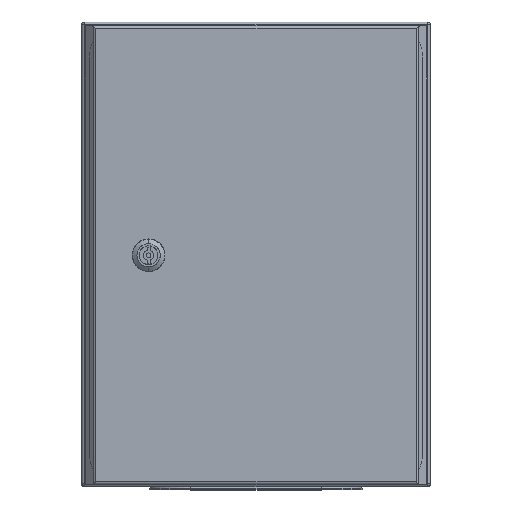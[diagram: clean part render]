
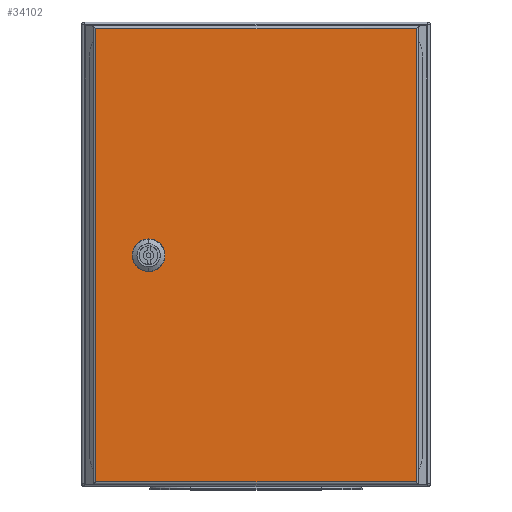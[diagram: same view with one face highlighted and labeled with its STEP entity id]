
A CAD part, top view. The second image highlights one B-rep face of the part: STEP entity #34102.
In plain terms, the highlighted planar face has unit normal (0, 0, 1).
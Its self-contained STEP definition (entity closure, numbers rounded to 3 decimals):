
#6100 = CARTESIAN_POINT ( 'NONE',  ( 102.75, -5.75, 15. ) ) ;
#6107 = DIRECTION ( 'NONE',  ( -1., 0., 0. ) ) ;
#6109 = DIRECTION ( 'NONE',  ( 0.707, 0.707, 0. ) ) ;
#6121 = CARTESIAN_POINT ( 'NONE',  ( -139., 195.1, 15. ) ) ;
#6733 = DIRECTION ( 'NONE',  ( 1., 0., 0. ) ) ;
#6736 = CARTESIAN_POINT ( 'NONE',  ( 139., -195.1, 15. ) ) ;
#11464 = EDGE_CURVE ( 'NONE', #29669, #29689, #31887, .T. ) ;
#11472 = EDGE_CURVE ( 'NONE', #29677, #29695, #31886, .T. ) ;
#11509 = EDGE_CURVE ( 'NONE', #29678, #29677, #31928, .T. ) ;
#11513 = EDGE_CURVE ( 'NONE', #29750, #29726, #31898, .T. ) ;
#11524 = EDGE_CURVE ( 'NONE', #29722, #29699, #32009, .T. ) ;
#11532 = EDGE_CURVE ( 'NONE', #29687, #29679, #31992, .T. ) ;
#11534 = EDGE_CURVE ( 'NONE', #29671, #29687, #31974, .T. ) ;
#11542 = EDGE_CURVE ( 'NONE', #29679, #29750, #32008, .T. ) ;
#11545 = EDGE_CURVE ( 'NONE', #29695, #29671, #31968, .T. ) ;
#11547 = EDGE_CURVE ( 'NONE', #29689, #29722, #31978, .T. ) ;
#11557 = EDGE_CURVE ( 'NONE', #29699, #29669, #32002, .T. ) ;
#11560 = EDGE_CURVE ( 'NONE', #29726, #29678, #32057, .T. ) ;
#15263 = CARTESIAN_POINT ( 'NONE',  ( 86.75, 10.25, 15. ) ) ;
#15274 = CARTESIAN_POINT ( 'NONE',  ( 138.006, 195.1, 15. ) ) ;
#15289 = CARTESIAN_POINT ( 'NONE',  ( 102.75, 5.75, 15. ) ) ;
#15295 = CARTESIAN_POINT ( 'NONE',  ( 82.25, 5.75, 15. ) ) ;
#15308 = CARTESIAN_POINT ( 'NONE',  ( -138.006, 195.1, 15. ) ) ;
#15312 = CARTESIAN_POINT ( 'NONE',  ( -138.006, -195.1, 15. ) ) ;
#15314 = CARTESIAN_POINT ( 'NONE',  ( 102.75, -5.75, 15. ) ) ;
#15322 = CARTESIAN_POINT ( 'NONE',  ( 82.25, -5.75, 15. ) ) ;
#15323 = CARTESIAN_POINT ( 'NONE',  ( 98.25, 10.25, 15. ) ) ;
#15326 = CARTESIAN_POINT ( 'NONE',  ( 98.25, -10.25, 15. ) ) ;
#15369 = CARTESIAN_POINT ( 'NONE',  ( 138.006, -195.1, 15. ) ) ;
#15388 = CARTESIAN_POINT ( 'NONE',  ( 86.75, -10.25, 15. ) ) ;
#17895 = CARTESIAN_POINT ( 'NONE',  ( -138.006, -197.5, 15. ) ) ;
#17901 = DIRECTION ( 'NONE',  ( 0., -1., 0. ) ) ;
#17920 = CARTESIAN_POINT ( 'NONE',  ( 102.75, 5.75, 15. ) ) ;
#17921 = DIRECTION ( 'NONE',  ( -0.707, 0.707, 0. ) ) ;
#19280 = CARTESIAN_POINT ( 'NONE',  ( 86.75, -10.25, 15. ) ) ;
#19282 = DIRECTION ( 'NONE',  ( 0.707, -0.707, 0. ) ) ;
#19327 = CARTESIAN_POINT ( 'NONE',  ( 98.25, 10.25, 15. ) ) ;
#19344 = DIRECTION ( 'NONE',  ( -1., 0., 0. ) ) ;
#19360 = CARTESIAN_POINT ( 'NONE',  ( 102.75, -5.75, 15. ) ) ;
#19363 = DIRECTION ( 'NONE',  ( 0., 1., 0. ) ) ;
#19374 = CARTESIAN_POINT ( 'NONE',  ( 98.25, -10.25, 15. ) ) ;
#19380 = DIRECTION ( 'NONE',  ( 1., 0., 0. ) ) ;
#19396 = DIRECTION ( 'NONE',  ( 0., -1., 0. ) ) ;
#19410 = CARTESIAN_POINT ( 'NONE',  ( 138.006, 197.5, 15. ) ) ;
#19412 = CARTESIAN_POINT ( 'NONE',  ( 86.75, 10.25, 15. ) ) ;
#19414 = DIRECTION ( 'NONE',  ( 0., 1., 0. ) ) ;
#19429 = DIRECTION ( 'NONE',  ( -0.707, -0.707, 0. ) ) ;
#19430 = CARTESIAN_POINT ( 'NONE',  ( 82.25, -5.75, 15. ) ) ;
#20699 = AXIS2_PLACEMENT_3D ( 'NONE', #26828, #26872, #26857 ) ;
#21726 = FACE_OUTER_BOUND ( 'NONE', #32232, .T. ) ;
#21730 = FACE_BOUND ( 'NONE', #32189, .T. ) ;
#26828 = CARTESIAN_POINT ( 'NONE',  ( 0., 0., 15. ) ) ;
#26857 = DIRECTION ( 'NONE',  ( 1., 0., 0. ) ) ;
#26872 = DIRECTION ( 'NONE',  ( 0., 0., 1. ) ) ;
#26893 = PLANE ( 'NONE',  #20699 ) ;
#29669 = VERTEX_POINT ( 'NONE', #15308 ) ;
#29671 = VERTEX_POINT ( 'NONE', #15263 ) ;
#29677 = VERTEX_POINT ( 'NONE', #15289 ) ;
#29678 = VERTEX_POINT ( 'NONE', #15314 ) ;
#29679 = VERTEX_POINT ( 'NONE', #15322 ) ;
#29687 = VERTEX_POINT ( 'NONE', #15295 ) ;
#29689 = VERTEX_POINT ( 'NONE', #15312 ) ;
#29695 = VERTEX_POINT ( 'NONE', #15323 ) ;
#29699 = VERTEX_POINT ( 'NONE', #15274 ) ;
#29722 = VERTEX_POINT ( 'NONE', #15369 ) ;
#29726 = VERTEX_POINT ( 'NONE', #15326 ) ;
#29750 = VERTEX_POINT ( 'NONE', #15388 ) ;
#30103 = ORIENTED_EDGE ( 'NONE', *, *, #11509, .F. ) ;
#30108 = ORIENTED_EDGE ( 'NONE', *, *, #11472, .F. ) ;
#30113 = ORIENTED_EDGE ( 'NONE', *, *, #11560, .F. ) ;
#30137 = ORIENTED_EDGE ( 'NONE', *, *, #11557, .T. ) ;
#30141 = ORIENTED_EDGE ( 'NONE', *, *, #11464, .T. ) ;
#30148 = ORIENTED_EDGE ( 'NONE', *, *, #11532, .F. ) ;
#30166 = ORIENTED_EDGE ( 'NONE', *, *, #11542, .F. ) ;
#30171 = ORIENTED_EDGE ( 'NONE', *, *, #11534, .F. ) ;
#30181 = ORIENTED_EDGE ( 'NONE', *, *, #11524, .T. ) ;
#30198 = ORIENTED_EDGE ( 'NONE', *, *, #11545, .F. ) ;
#30201 = ORIENTED_EDGE ( 'NONE', *, *, #11547, .T. ) ;
#30222 = ORIENTED_EDGE ( 'NONE', *, *, #11513, .F. ) ;
#31869 = VECTOR ( 'NONE', #17901, 1000. ) ;
#31875 = VECTOR ( 'NONE', #17921, 1000. ) ;
#31886 = LINE ( 'NONE', #17920, #31875 ) ;
#31887 = LINE ( 'NONE', #17895, #31869 ) ;
#31898 = LINE ( 'NONE', #19374, #31919 ) ;
#31919 = VECTOR ( 'NONE', #19380, 1000. ) ;
#31921 = VECTOR ( 'NONE', #19363, 1000. ) ;
#31928 = LINE ( 'NONE', #19360, #31921 ) ;
#31954 = VECTOR ( 'NONE', #19282, 1000. ) ;
#31962 = VECTOR ( 'NONE', #19396, 1000. ) ;
#31967 = VECTOR ( 'NONE', #19414, 1000. ) ;
#31968 = LINE ( 'NONE', #19327, #31991 ) ;
#31974 = LINE ( 'NONE', #19412, #31976 ) ;
#31976 = VECTOR ( 'NONE', #19429, 1000. ) ;
#31978 = LINE ( 'NONE', #6736, #32004 ) ;
#31991 = VECTOR ( 'NONE', #19344, 1000. ) ;
#31992 = LINE ( 'NONE', #19430, #31962 ) ;
#32002 = LINE ( 'NONE', #6121, #32003 ) ;
#32003 = VECTOR ( 'NONE', #6107, 1000. ) ;
#32004 = VECTOR ( 'NONE', #6733, 1000. ) ;
#32008 = LINE ( 'NONE', #19280, #31954 ) ;
#32009 = LINE ( 'NONE', #19410, #31967 ) ;
#32019 = VECTOR ( 'NONE', #6109, 1000. ) ;
#32057 = LINE ( 'NONE', #6100, #32019 ) ;
#32189 = EDGE_LOOP ( 'NONE', ( #30198, #30108, #30103, #30113, #30222, #30166, #30148, #30171 ) ) ;
#32232 = EDGE_LOOP ( 'NONE', ( #30137, #30141, #30201, #30181 ) ) ;
#34102 = ADVANCED_FACE ( 'NONE', ( #21730, #21726 ), #26893, .T. ) ;
